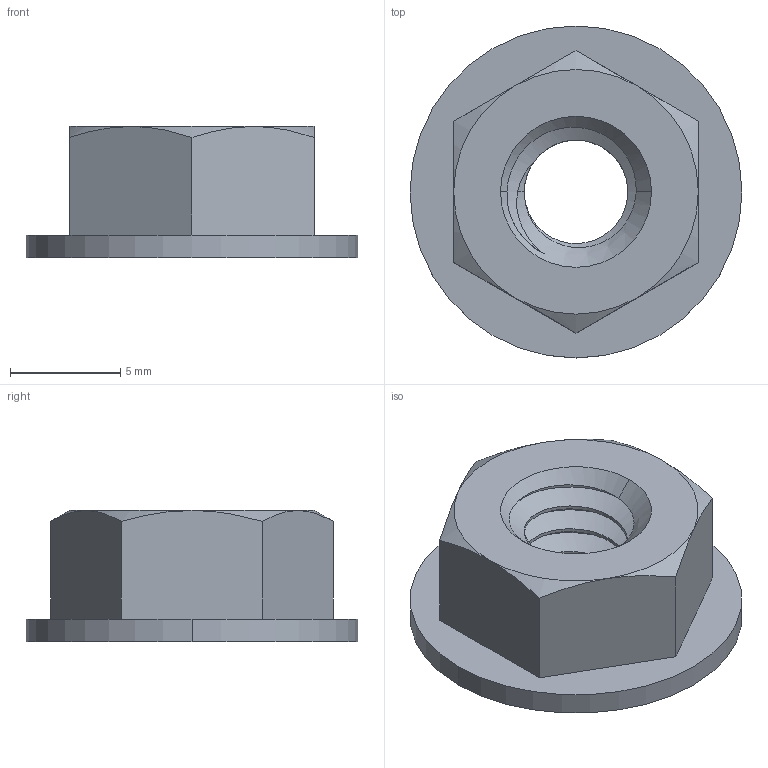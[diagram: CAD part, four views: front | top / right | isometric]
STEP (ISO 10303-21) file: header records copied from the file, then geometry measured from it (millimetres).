
FILE_DESCRIPTION (( 'STEP AP203' ), '1' );
FILE_NAME ('94612A101.step', '2015-03-04T15:10:52', ( '' ), ( '' ), 'SwSTEP 2.0', 'SolidWorks 2010', '' );
FILE_SCHEMA (( 'CONFIG_CONTROL_DESIGN' ));
Length unit declared in the file: inch
Products named in the file (1): 94612A101
Bounding box: 15.08 x 15.08 x 5.95 mm (x, y, z)
Volume: 554.2 mm3; surface area: 694.7 mm2
Topology: 1 solids, 1 shells, 43 faces, 112 edges, 72 vertices
Faces by surface type: cylinder 20, cone 12, plane 9, bspline 2
Entity records: 1989 total; most frequent: CARTESIAN_POINT 986, ORIENTED_EDGE 224, DIRECTION 160, EDGE_CURVE 112, VERTEX_POINT 72, AXIS2_PLACEMENT_3D 62, EDGE_LOOP 46, FACE_OUTER_BOUND 43
